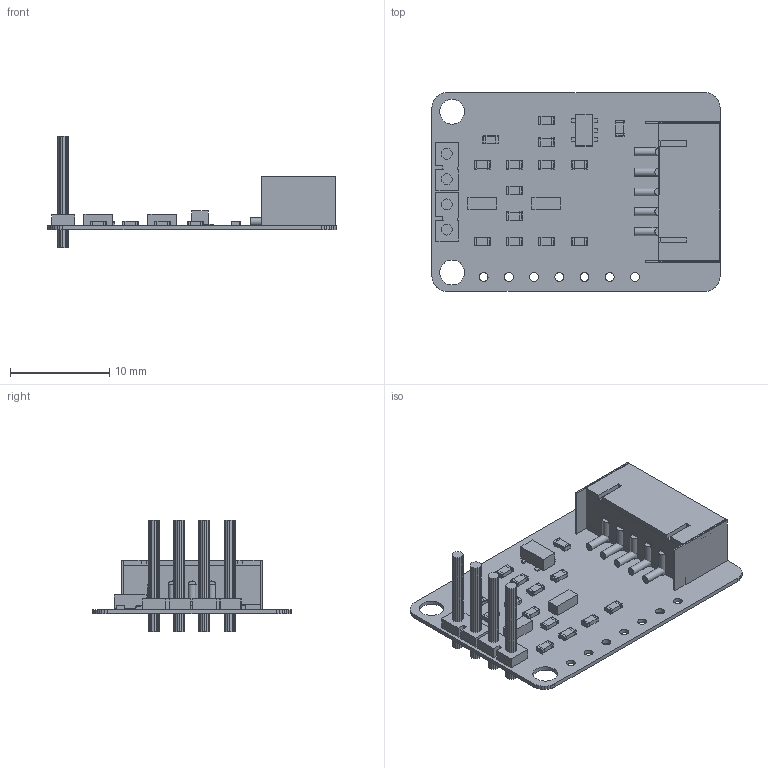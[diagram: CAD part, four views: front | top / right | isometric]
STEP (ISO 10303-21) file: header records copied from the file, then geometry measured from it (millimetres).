
FILE_DESCRIPTION(('Open CASCADE Model'),'2;1');
FILE_NAME('Open CASCADE Shape Model','2025-10-22T18:24:42',('Author'),( 'Open CASCADE'),'Open CASCADE STEP processor 6.5','Open CASCADE 6.5' ,'Unknown');
FILE_SCHEMA(('AUTOMOTIVE_DESIGN { 1 0 10303 214 1 1 1 1 }'));
Length unit declared in the file: millimetre
Products named in the file (56): PCB; Board; H3; 1186223744; Extruded; 1186226944; C1; 1186224640; 1186224384; C2; H1; 994194520; Cylinder; 994195120; 994195240; 1186223104; 1186225792; 1186225536; 1186225280; NDC1.R1; NDC1.R2; NDC1.R3; NDC1.R4; NDC2.R1; NDC2.R2; NDC2.R3; NDC2.R4; RT.C1; 1186224896; 1186224768; RT.C3; RT.C4; U1; 1186225152; 1186225024; 1186224000; U3; 1186224128; U4; H4 ...
Assembly tree (112 placements, depth 4):
  PCB
    Board
    H3
      1186223744  x2
        Extruded
      1186226944  x4
        Extruded
    C1
      1186224640  x2
        Extruded
      1186224384
        Extruded
    C2
      1186224640  x2
        Extruded
      1186224384
        Extruded
    H1
      994194520  x5
        Cylinder
      994195120  x5
        Cylinder
      994195240  x5
        Cylinder
      1186223104  x2
        Extruded
      1186225792
        Extruded
      1186225536
        Extruded
      1186225280
        Extruded
    NDC1.R1
      1186224384
        Extruded
      1186224640  x2
        Extruded
    NDC1.R2
      1186224384
        Extruded
      1186224640  x2
        Extruded
    NDC1.R3
      1186224384
        Extruded
      1186224640  x2
        Extruded
    NDC1.R4
      1186224384
        Extruded
      1186224640  x2
        Extruded
    NDC2.R1
      1186224384
        Extruded
      1186224640  x2
        Extruded
    NDC2.R2
      1186224384
        Extruded
Bounding box: 29.01 x 20.01 x 11.2 mm (x, y, z)
Volume: 461.4 mm3; surface area: 2413.8 mm2
Topology: 76 solids, 76 shells, 578 faces, 1246 edges, 812 vertices
Faces by surface type: plane 522, cylinder 48, sphere 8
Full cylindrical faces by diameter (mm): 0.8 x15, 0.889 x4, 0.9 x7, 2.5 x2
Entity records: 14615 total; most frequent: CARTESIAN_POINT 2707, DIRECTION 2106, LINE 1312, VECTOR 1312, ORIENTED_EDGE 1012, PCURVE 1012, DEFINITIONAL_REPRESENTATION 1012, EDGE_CURVE 506
